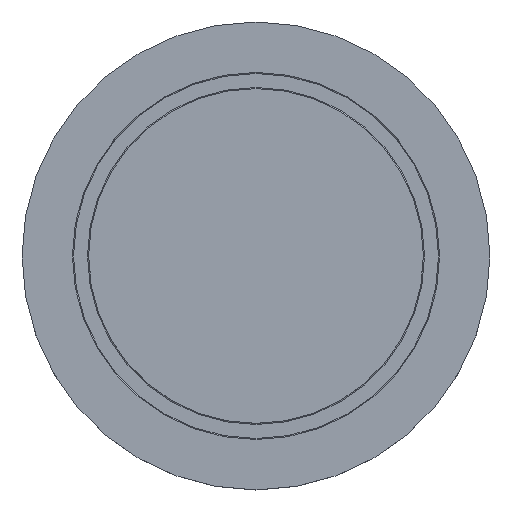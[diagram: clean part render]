
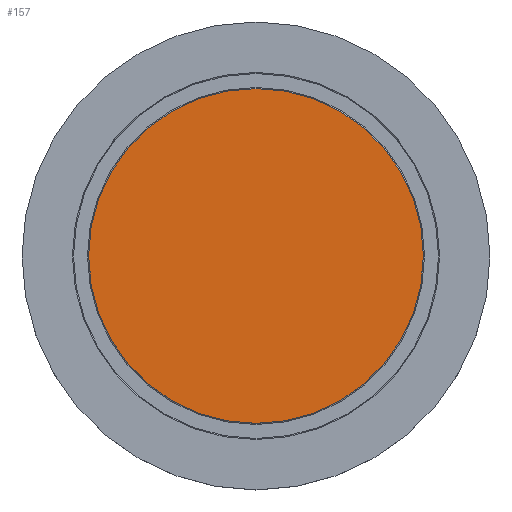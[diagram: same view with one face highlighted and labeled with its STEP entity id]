
A CAD part, top view. The second image highlights one B-rep face of the part: STEP entity #157.
In plain terms, the highlighted planar face has unit normal (0, 0, 1).
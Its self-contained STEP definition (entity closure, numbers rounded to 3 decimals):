
#92 = ORIENTED_EDGE ( 'NONE', *, *, #173, .T. ) ;
#108 = CARTESIAN_POINT ( 'NONE',  ( 46.5, 0., 0. ) ) ;
#157 = ADVANCED_FACE ( 'NONE', ( #622 ), #353, .F. ) ;
#173 = EDGE_CURVE ( 'NONE', #391, #532, #601, .T. ) ;
#185 = AXIS2_PLACEMENT_3D ( 'NONE', #358, #357, #348 ) ;
#216 = AXIS2_PLACEMENT_3D ( 'NONE', #464, #626, #616 ) ;
#224 = DIRECTION ( 'NONE',  ( 0., 0., 1. ) ) ;
#251 = EDGE_CURVE ( 'NONE', #532, #391, #700, .T. ) ;
#288 = CARTESIAN_POINT ( 'NONE',  ( -46.5, 0., 0. ) ) ;
#295 = CARTESIAN_POINT ( 'NONE',  ( 0., 0., 0. ) ) ;
#348 = DIRECTION ( 'NONE',  ( 1., 0., 0. ) ) ;
#351 = EDGE_LOOP ( 'NONE', ( #92, #522 ) ) ;
#353 = PLANE ( 'NONE',  #216 ) ;
#357 = DIRECTION ( 'NONE',  ( 0., 0., 1. ) ) ;
#358 = CARTESIAN_POINT ( 'NONE',  ( 0., 0., 0. ) ) ;
#391 = VERTEX_POINT ( 'NONE', #108 ) ;
#464 = CARTESIAN_POINT ( 'NONE',  ( 0., 0., 0. ) ) ;
#522 = ORIENTED_EDGE ( 'NONE', *, *, #251, .T. ) ;
#532 = VERTEX_POINT ( 'NONE', #288 ) ;
#545 = AXIS2_PLACEMENT_3D ( 'NONE', #295, #224, #690 ) ;
#601 = CIRCLE ( 'NONE', #185, 46.5 ) ;
#616 = DIRECTION ( 'NONE',  ( -1., 0., 0. ) ) ;
#622 = FACE_OUTER_BOUND ( 'NONE', #351, .T. ) ;
#626 = DIRECTION ( 'NONE',  ( 0., 0., -1. ) ) ;
#690 = DIRECTION ( 'NONE',  ( 1., 0., 0. ) ) ;
#700 = CIRCLE ( 'NONE', #545, 46.5 ) ;
